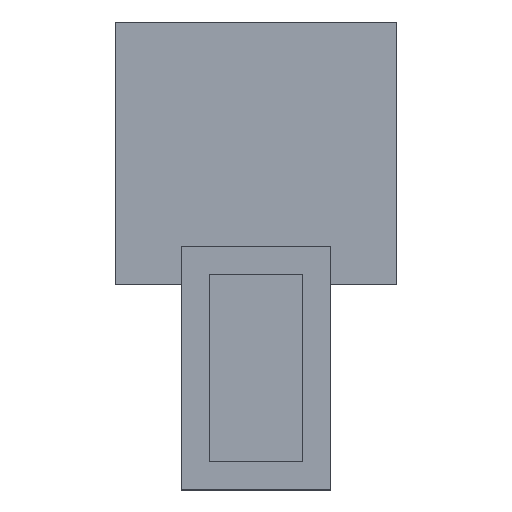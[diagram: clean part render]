
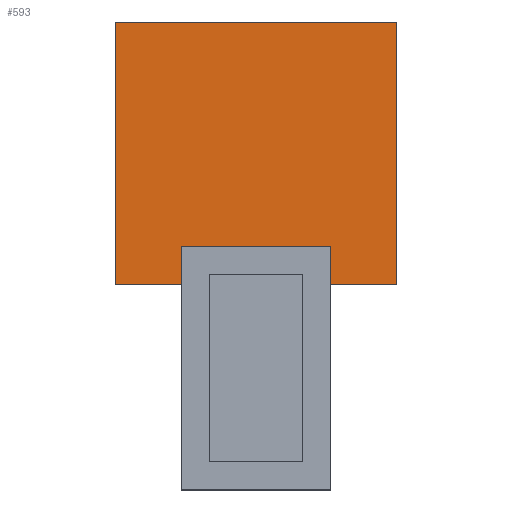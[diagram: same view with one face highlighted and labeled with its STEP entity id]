
A CAD part, top view. The second image highlights one B-rep face of the part: STEP entity #593.
In plain terms, the highlighted planar face has unit normal (0, 0, 1).
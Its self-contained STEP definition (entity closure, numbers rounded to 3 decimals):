
#1 = DIRECTION ( 'NONE',  ( 0., 1., 0. ) ) ;
#17 = LINE ( 'NONE', #119, #609 ) ;
#19 = EDGE_CURVE ( 'NONE', #305, #628, #213, .T. ) ;
#21 = ORIENTED_EDGE ( 'NONE', *, *, #19, .T. ) ;
#27 = CARTESIAN_POINT ( 'NONE',  ( 15., 9., 0. ) ) ;
#41 = ORIENTED_EDGE ( 'NONE', *, *, #297, .F. ) ;
#47 = VERTEX_POINT ( 'NONE', #97 ) ;
#49 = VECTOR ( 'NONE', #114, 1000. ) ;
#50 = DIRECTION ( 'NONE',  ( 0., 0., 1. ) ) ;
#52 = DIRECTION ( 'NONE',  ( 1., 0., 0. ) ) ;
#70 = CARTESIAN_POINT ( 'NONE',  ( -8., 9., 0. ) ) ;
#97 = CARTESIAN_POINT ( 'NONE',  ( -15., 37., 0. ) ) ;
#114 = DIRECTION ( 'NONE',  ( -1., 0., 0. ) ) ;
#117 = CARTESIAN_POINT ( 'NONE',  ( -8., 13., 0. ) ) ;
#119 = CARTESIAN_POINT ( 'NONE',  ( 15., 9., 0. ) ) ;
#124 = ORIENTED_EDGE ( 'NONE', *, *, #471, .T. ) ;
#134 = VERTEX_POINT ( 'NONE', #375 ) ;
#152 = CARTESIAN_POINT ( 'NONE',  ( -15., 9., 0. ) ) ;
#159 = VERTEX_POINT ( 'NONE', #70 ) ;
#178 = EDGE_LOOP ( 'NONE', ( #249, #426, #21, #124, #613, #227, #41, #430 ) ) ;
#180 = EDGE_CURVE ( 'NONE', #486, #358, #536, .T. ) ;
#199 = PLANE ( 'NONE',  #442 ) ;
#205 = LINE ( 'NONE', #416, #286 ) ;
#213 = LINE ( 'NONE', #512, #293 ) ;
#217 = LINE ( 'NONE', #152, #229 ) ;
#225 = DIRECTION ( 'NONE',  ( -1., 0., 0. ) ) ;
#227 = ORIENTED_EDGE ( 'NONE', *, *, #342, .F. ) ;
#229 = VECTOR ( 'NONE', #472, 1000. ) ;
#247 = DIRECTION ( 'NONE',  ( 0., 1., 0. ) ) ;
#249 = ORIENTED_EDGE ( 'NONE', *, *, #415, .F. ) ;
#253 = VERTEX_POINT ( 'NONE', #573 ) ;
#271 = CARTESIAN_POINT ( 'NONE',  ( 8., 13., 0. ) ) ;
#275 = DIRECTION ( 'NONE',  ( -1., 0., 0. ) ) ;
#280 = CARTESIAN_POINT ( 'NONE',  ( -8., 13., 0. ) ) ;
#286 = VECTOR ( 'NONE', #462, 1000. ) ;
#293 = VECTOR ( 'NONE', #247, 1000. ) ;
#297 = EDGE_CURVE ( 'NONE', #358, #159, #390, .T. ) ;
#305 = VERTEX_POINT ( 'NONE', #432 ) ;
#335 = CARTESIAN_POINT ( 'NONE',  ( 15., 37., 0. ) ) ;
#342 = EDGE_CURVE ( 'NONE', #159, #253, #427, .T. ) ;
#357 = FACE_OUTER_BOUND ( 'NONE', #178, .T. ) ;
#358 = VERTEX_POINT ( 'NONE', #117 ) ;
#375 = CARTESIAN_POINT ( 'NONE',  ( 8., 9., 0. ) ) ;
#390 = LINE ( 'NONE', #280, #452 ) ;
#397 = EDGE_CURVE ( 'NONE', #253, #47, #217, .T. ) ;
#401 = VECTOR ( 'NONE', #1, 1000. ) ;
#415 = EDGE_CURVE ( 'NONE', #134, #486, #423, .T. ) ;
#416 = CARTESIAN_POINT ( 'NONE',  ( 15., 37., 0. ) ) ;
#423 = LINE ( 'NONE', #271, #401 ) ;
#426 = ORIENTED_EDGE ( 'NONE', *, *, #647, .F. ) ;
#427 = LINE ( 'NONE', #27, #455 ) ;
#430 = ORIENTED_EDGE ( 'NONE', *, *, #180, .F. ) ;
#432 = CARTESIAN_POINT ( 'NONE',  ( 15., 9., 0. ) ) ;
#442 = AXIS2_PLACEMENT_3D ( 'NONE', #617, #50, #52 ) ;
#452 = VECTOR ( 'NONE', #634, 1000. ) ;
#455 = VECTOR ( 'NONE', #225, 1000. ) ;
#462 = DIRECTION ( 'NONE',  ( -1., 0., 0. ) ) ;
#471 = EDGE_CURVE ( 'NONE', #628, #47, #205, .T. ) ;
#472 = DIRECTION ( 'NONE',  ( 0., 1., 0. ) ) ;
#479 = CARTESIAN_POINT ( 'NONE',  ( -8., 13., 0. ) ) ;
#486 = VERTEX_POINT ( 'NONE', #507 ) ;
#507 = CARTESIAN_POINT ( 'NONE',  ( 8., 13., 0. ) ) ;
#512 = CARTESIAN_POINT ( 'NONE',  ( 15., 9., 0. ) ) ;
#536 = LINE ( 'NONE', #479, #49 ) ;
#573 = CARTESIAN_POINT ( 'NONE',  ( -15., 9., 0. ) ) ;
#593 = ADVANCED_FACE ( 'NONE', ( #357 ), #199, .T. ) ;
#609 = VECTOR ( 'NONE', #275, 1000. ) ;
#613 = ORIENTED_EDGE ( 'NONE', *, *, #397, .F. ) ;
#617 = CARTESIAN_POINT ( 'NONE',  ( 15., 9., 0. ) ) ;
#628 = VERTEX_POINT ( 'NONE', #335 ) ;
#634 = DIRECTION ( 'NONE',  ( 0., -1., 0. ) ) ;
#647 = EDGE_CURVE ( 'NONE', #305, #134, #17, .T. ) ;
